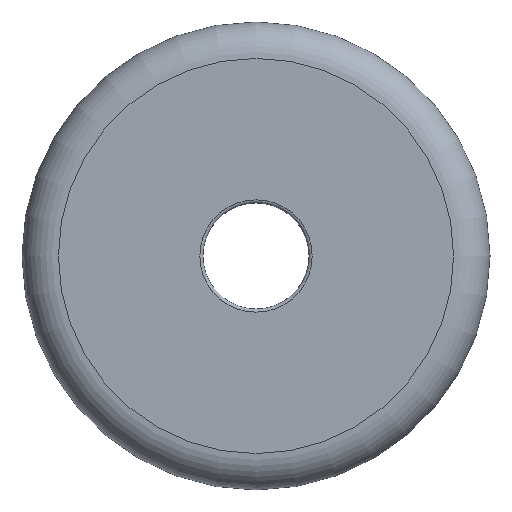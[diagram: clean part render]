
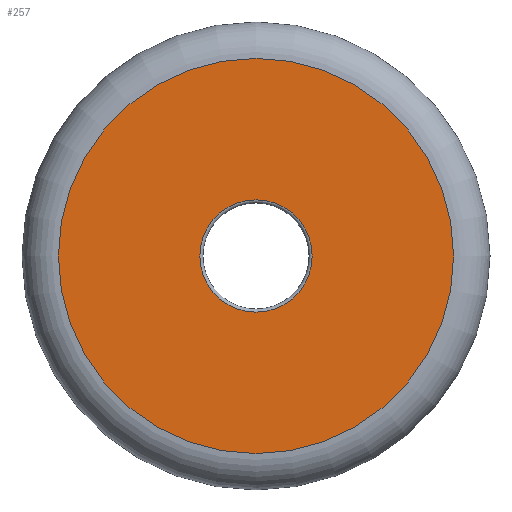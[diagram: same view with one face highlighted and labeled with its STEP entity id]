
A CAD part, front view. The second image highlights one B-rep face of the part: STEP entity #257.
In plain terms, the highlighted planar face has unit normal (0, -1, 0).
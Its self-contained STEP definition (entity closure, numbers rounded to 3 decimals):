
#18=FACE_BOUND('',#69,.T.);
#22=PLANE('',#317);
#49=FACE_OUTER_BOUND('',#68,.T.);
#68=EDGE_LOOP('',(#228));
#69=EDGE_LOOP('',(#229));
#100=CIRCLE('',#316,5.4);
#101=CIRCLE('',#318,19.);
#125=VERTEX_POINT('',#492);
#126=VERTEX_POINT('',#496);
#160=EDGE_CURVE('',#125,#125,#100,.T.);
#161=EDGE_CURVE('',#126,#126,#101,.T.);
#228=ORIENTED_EDGE('',*,*,#161,.F.);
#229=ORIENTED_EDGE('',*,*,#160,.F.);
#257=ADVANCED_FACE('',(#49,#18),#22,.F.);
#316=AXIS2_PLACEMENT_3D('',#494,#413,#414);
#317=AXIS2_PLACEMENT_3D('',#495,#415,#416);
#318=AXIS2_PLACEMENT_3D('',#497,#417,#418);
#413=DIRECTION('center_axis',(0.,-1.,0.));
#414=DIRECTION('ref_axis',(1.,0.,0.));
#415=DIRECTION('center_axis',(0.,1.,0.));
#416=DIRECTION('ref_axis',(1.,0.,0.));
#417=DIRECTION('center_axis',(0.,1.,0.));
#418=DIRECTION('ref_axis',(1.,0.,0.));
#492=CARTESIAN_POINT('',(183.352,-2.,124.988));
#494=CARTESIAN_POINT('Origin',(183.352,-2.,119.588));
#495=CARTESIAN_POINT('Origin',(183.352,-2.,119.588));
#496=CARTESIAN_POINT('',(183.352,-2.,100.588));
#497=CARTESIAN_POINT('Origin',(183.352,-2.,119.588));
